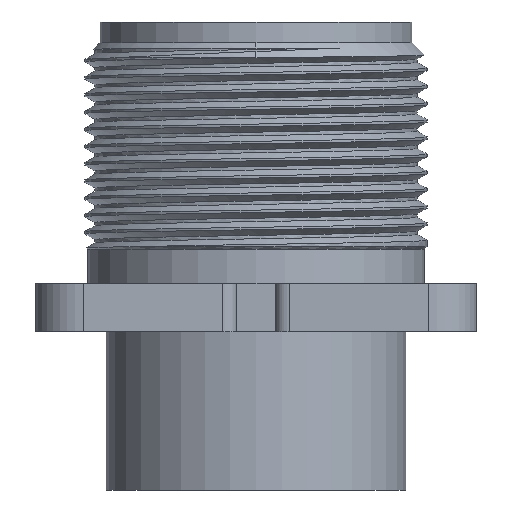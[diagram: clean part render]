
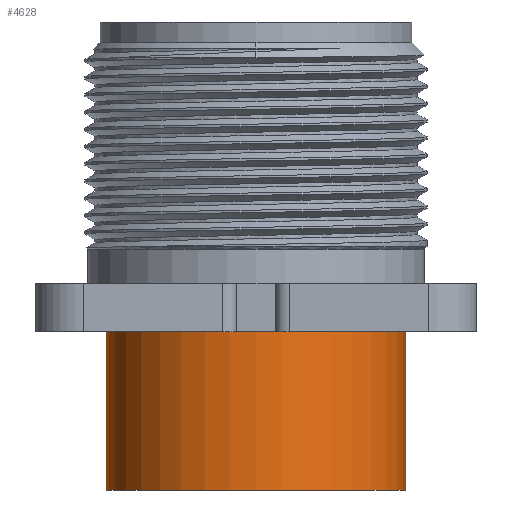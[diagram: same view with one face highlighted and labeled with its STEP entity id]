
A CAD part, front view. The second image highlights one B-rep face of the part: STEP entity #4628.
In plain terms, the highlighted cylindrical face has radius 11.049 mm (diameter 22.098 mm), a partial arc.
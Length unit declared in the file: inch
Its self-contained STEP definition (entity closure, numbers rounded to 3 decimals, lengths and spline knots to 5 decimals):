
#219 = DIRECTION ( 'NONE',  ( 0., 0., 1. ) ) ;
#528 = ORIENTED_EDGE ( 'NONE', *, *, #3502, .T. ) ;
#977 = EDGE_CURVE ( 'NONE', #3738, #3155, #10775, .T. ) ;
#1129 = AXIS2_PLACEMENT_3D ( 'NONE', #5231, #3599, #6076 ) ;
#1137 = VECTOR ( 'NONE', #8915, 39.37008 ) ;
#1176 = CIRCLE ( 'NONE', #2774, 0.435 ) ;
#1535 = DIRECTION ( 'NONE',  ( 0., 0., -1. ) ) ;
#1674 = CARTESIAN_POINT ( 'NONE',  ( -0.435, 0., -0.0001 ) ) ;
#1706 = ORIENTED_EDGE ( 'NONE', *, *, #5814, .F. ) ;
#1971 = AXIS2_PLACEMENT_3D ( 'NONE', #6671, #1535, #7533 ) ;
#2774 = AXIS2_PLACEMENT_3D ( 'NONE', #5365, #219, #6218 ) ;
#2833 = EDGE_CURVE ( 'NONE', #5302, #3738, #1176, .T. ) ;
#3027 = ORIENTED_EDGE ( 'NONE', *, *, #2833, .T. ) ;
#3155 = VERTEX_POINT ( 'NONE', #6804 ) ;
#3466 = ORIENTED_EDGE ( 'NONE', *, *, #977, .T. ) ;
#3502 = EDGE_CURVE ( 'NONE', #3155, #8959, #9298, .T. ) ;
#3599 = DIRECTION ( 'NONE',  ( 0., 0., 1. ) ) ;
#3738 = VERTEX_POINT ( 'NONE', #7802 ) ;
#4628 = ADVANCED_FACE ( 'NONE', ( #9163 ), #6893, .T. ) ;
#5027 = EDGE_LOOP ( 'NONE', ( #1706, #3027, #3466, #528 ) ) ;
#5231 = CARTESIAN_POINT ( 'NONE',  ( 0., 0., -0.46 ) ) ;
#5302 = VERTEX_POINT ( 'NONE', #7251 ) ;
#5365 = CARTESIAN_POINT ( 'NONE',  ( 0., 0., -0.46 ) ) ;
#5814 = EDGE_CURVE ( 'NONE', #5302, #8959, #7974, .T. ) ;
#5961 = CARTESIAN_POINT ( 'NONE',  ( 0.435, 0., -0.46 ) ) ;
#6076 = DIRECTION ( 'NONE',  ( 1., 0., 0. ) ) ;
#6218 = DIRECTION ( 'NONE',  ( 1., 0., 0. ) ) ;
#6671 = CARTESIAN_POINT ( 'NONE',  ( 0., 0., -0.0001 ) ) ;
#6804 = CARTESIAN_POINT ( 'NONE',  ( 0.435, 0., -0.0001 ) ) ;
#6893 = CYLINDRICAL_SURFACE ( 'NONE', #1129, 0.435 ) ;
#6936 = DIRECTION ( 'NONE',  ( 0., 0., 1. ) ) ;
#7251 = CARTESIAN_POINT ( 'NONE',  ( -0.435, 0., -0.46 ) ) ;
#7533 = DIRECTION ( 'NONE',  ( 1., 0., 0. ) ) ;
#7728 = VECTOR ( 'NONE', #6936, 39.37008 ) ;
#7802 = CARTESIAN_POINT ( 'NONE',  ( 0.435, 0., -0.46 ) ) ;
#7974 = LINE ( 'NONE', #8083, #1137 ) ;
#8083 = CARTESIAN_POINT ( 'NONE',  ( -0.435, 0., -0.46 ) ) ;
#8915 = DIRECTION ( 'NONE',  ( 0., 0., 1. ) ) ;
#8959 = VERTEX_POINT ( 'NONE', #1674 ) ;
#9163 = FACE_OUTER_BOUND ( 'NONE', #5027, .T. ) ;
#9298 = CIRCLE ( 'NONE', #1971, 0.435 ) ;
#10775 = LINE ( 'NONE', #5961, #7728 ) ;
